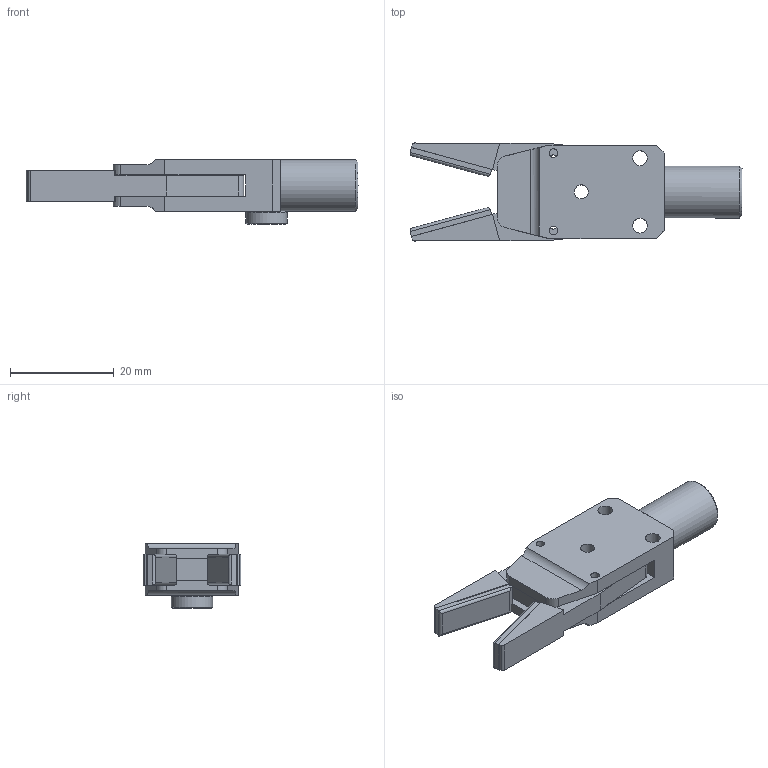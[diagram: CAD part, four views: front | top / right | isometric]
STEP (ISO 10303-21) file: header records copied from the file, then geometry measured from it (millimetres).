
FILE_DESCRIPTION(('STEP AP214'),'1');
FILE_NAME('CA.GZA.10.08.G.stp','2017-12-15T11:19:31',(' '),(' '),'Spatial InterOp 3D',' ',' ');
FILE_SCHEMA(('AUTOMOTIVE_DESIGN { 1 0 10303 214 1 1 1 1 }'));
Length unit declared in the file: millimetre
Products named in the file (5): GZA.10.08.1; CA.08.14.013; GZA.10.08.3.G; GZA.10.08.6.V
Assembly tree (6 placements, depth 2):
  (unnamed)
    GZA.10.08.1
    CA.08.14.013
    GZA.10.08.3.G  x2
    GZA.10.08.6.V  x2
Bounding box: 63.98 x 18.88 x 12.5 mm (x, y, z)
Volume: 6613 mm3; surface area: 5750.4 mm2
Topology: 6 solids, 6 shells, 156 faces, 396 edges, 255 vertices
Faces by surface type: plane 98, cylinder 49, cone 8, torus 1
Full cylindrical faces by diameter (mm): 1.65 x4, 1.67 x2, 2.05 x1, 2.6 x1, 2.7 x2, 2.85 x2, 3.8 x1, 4.2 x3, 5 x1, 8 x1, 10 x1
Entity records: 4612 total; most frequent: CARTESIAN_POINT 727, DIRECTION 595, ORIENTED_EDGE 526, EDGE_CURVE 263, AXIS2_PLACEMENT_3D 213, VERTEX_POINT 182, EDGE_LOOP 174, LINE 169
